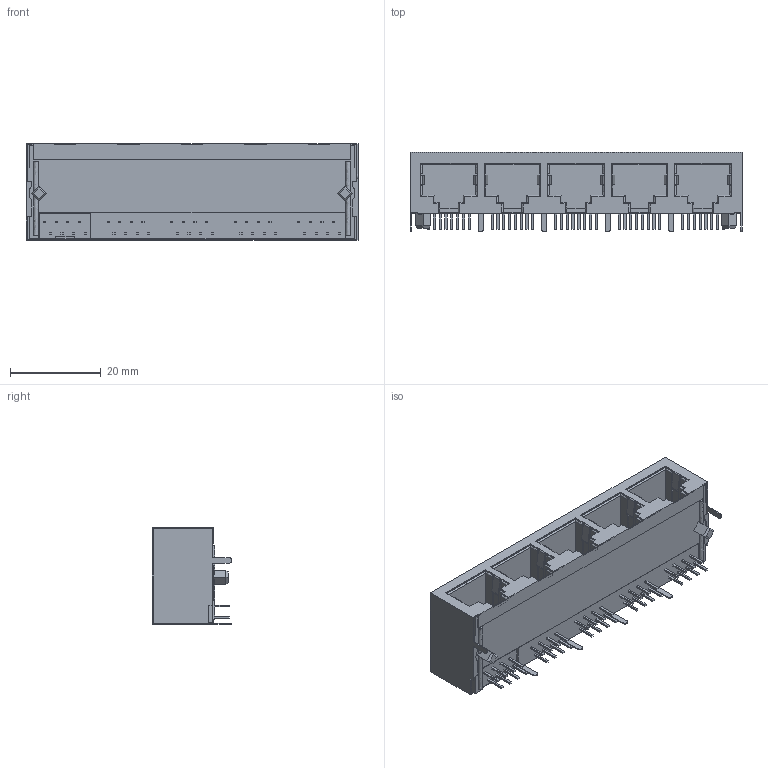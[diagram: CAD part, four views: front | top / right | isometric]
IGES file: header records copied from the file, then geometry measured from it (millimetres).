
Start section: SolidWorks IGES file using analytic representation for surfaces
Global section: file name: GSGX-NS-5-88_rA6.IGS; native system: SolidWorks 2014; preprocessor: SolidWorks 2014; author: Ckelleher; date: 160408.150200; units: millimetre
Bounding box: 73.03 x 17.55 x 21.27 mm (x, y, z)
Surface area: 12414.6 mm2 (no closed solid volume)
Topology: 0 solids, 0 shells, 662 faces, 4300 edges, 4300 vertices
Faces by surface type: bspline 557, revolution 105
